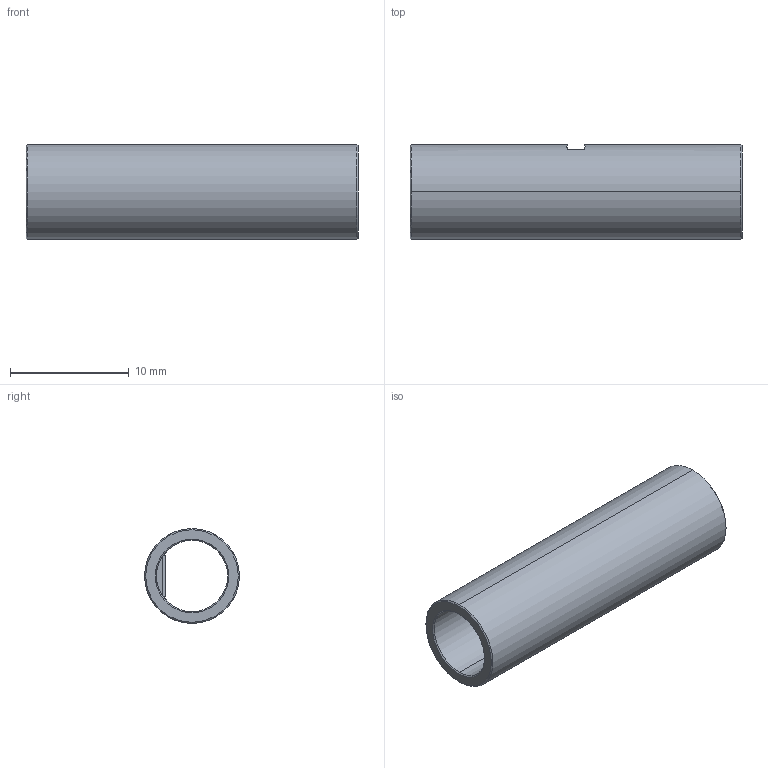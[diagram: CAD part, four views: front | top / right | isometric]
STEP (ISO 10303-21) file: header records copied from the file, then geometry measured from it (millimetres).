
FILE_DESCRIPTION (( 'STEP AP203' ), '1' );
FILE_NAME ('01560.STEP', '2024-09-05T11:19:47', ( '' ), ( '' ), 'SwSTEP 2.0', 'SolidWorks 2022', '' );
FILE_SCHEMA (( 'CONFIG_CONTROL_DESIGN' ));
Length unit declared in the file: millimetre
Products named in the file (1): 01560
Bounding box: 28 x 8 x 8 mm (x, y, z)
Volume: 615.5 mm3; surface area: 1276.7 mm2
Topology: 1 solids, 1 shells, 44 faces, 100 edges, 56 vertices
Faces by surface type: cylinder 12, bspline 12, plane 10, cone 8, torus 2
Entity records: 1485 total; most frequent: CARTESIAN_POINT 527, ORIENTED_EDGE 192, DIRECTION 172, EDGE_CURVE 96, AXIS2_PLACEMENT_3D 71, VERTEX_POINT 56, EDGE_LOOP 48, FACE_OUTER_BOUND 44
